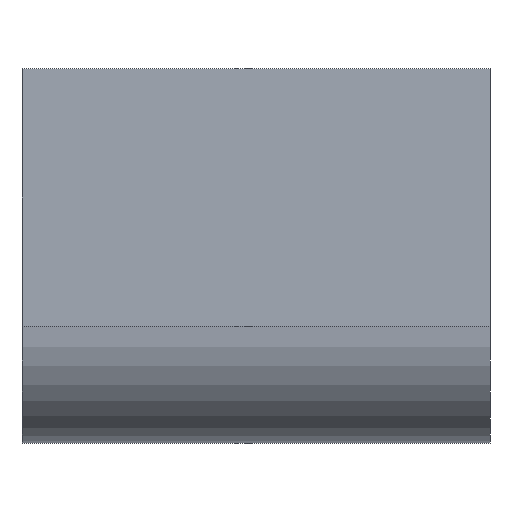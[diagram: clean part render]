
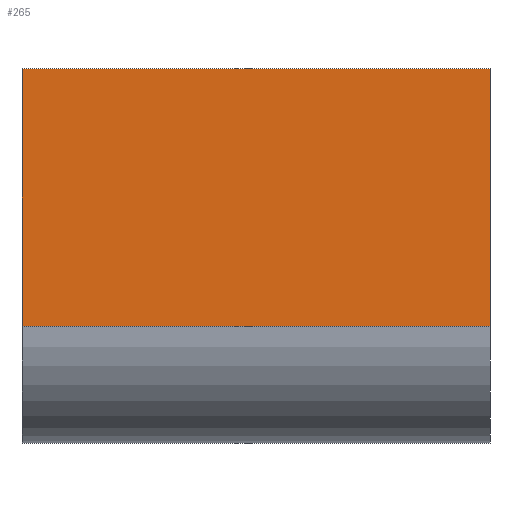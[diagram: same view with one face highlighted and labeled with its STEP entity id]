
A CAD part, front view. The second image highlights one B-rep face of the part: STEP entity #265.
In plain terms, the highlighted planar face has unit normal (0, -1, 0).
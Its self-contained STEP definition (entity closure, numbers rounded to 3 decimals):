
#23=PLANE('',#301);
#37=FACE_OUTER_BOUND('',#51,.T.);
#51=EDGE_LOOP('',(#241,#242,#243,#244));
#56=LINE('',#393,#84);
#65=LINE('',#416,#93);
#79=LINE('',#446,#107);
#80=LINE('',#448,#108);
#84=VECTOR('',#318,10.);
#93=VECTOR('',#337,10.);
#107=VECTOR('',#367,10.);
#108=VECTOR('',#370,10.);
#122=VERTEX_POINT('',#390);
#123=VERTEX_POINT('',#392);
#132=VERTEX_POINT('',#414);
#140=VERTEX_POINT('',#444);
#147=EDGE_CURVE('',#122,#123,#56,.T.);
#159=EDGE_CURVE('',#132,#122,#65,.T.);
#175=EDGE_CURVE('',#132,#140,#79,.T.);
#176=EDGE_CURVE('',#123,#140,#80,.T.);
#241=ORIENTED_EDGE('',*,*,#159,.F.);
#242=ORIENTED_EDGE('',*,*,#175,.T.);
#243=ORIENTED_EDGE('',*,*,#176,.F.);
#244=ORIENTED_EDGE('',*,*,#147,.F.);
#265=ADVANCED_FACE('',(#37),#23,.T.);
#301=AXIS2_PLACEMENT_3D('',#450,#373,#374);
#318=DIRECTION('',(0.,0.,1.));
#337=DIRECTION('',(-1.,0.,0.));
#367=DIRECTION('',(0.,0.,1.));
#370=DIRECTION('',(1.,0.,0.));
#373=DIRECTION('center_axis',(0.,-1.,0.));
#374=DIRECTION('ref_axis',(1.,0.,0.));
#390=CARTESIAN_POINT('',(-5.,-7.5,2.5));
#392=CARTESIAN_POINT('',(-5.,-7.5,8.));
#393=CARTESIAN_POINT('',(-5.,-7.5,0.));
#414=CARTESIAN_POINT('',(5.,-7.5,2.5));
#416=CARTESIAN_POINT('',(-2.5,-7.5,2.5));
#444=CARTESIAN_POINT('',(5.,-7.5,8.));
#446=CARTESIAN_POINT('',(5.,-7.5,0.));
#448=CARTESIAN_POINT('',(-5.,-7.5,8.));
#450=CARTESIAN_POINT('Origin',(-5.,-7.5,0.));
